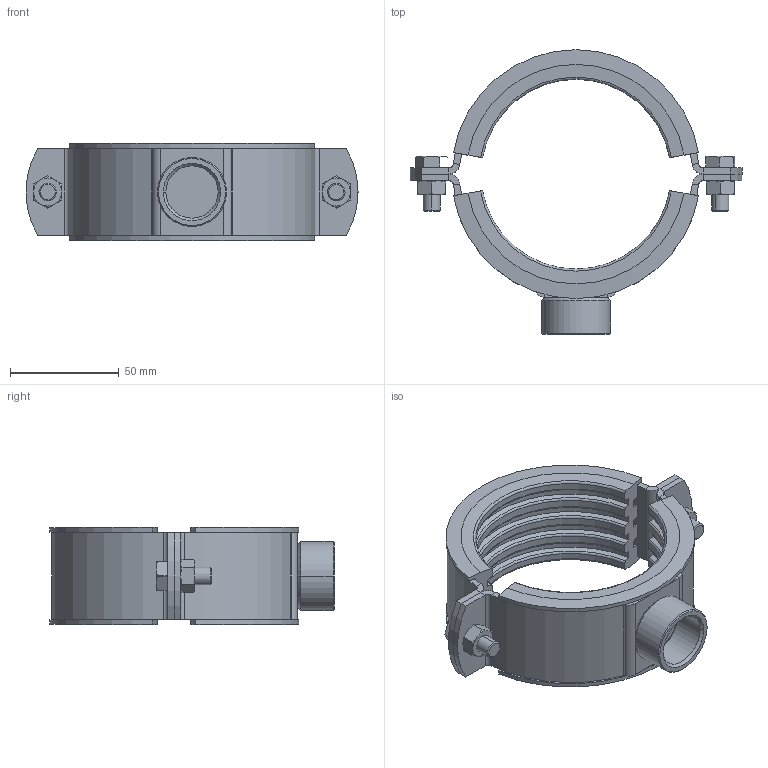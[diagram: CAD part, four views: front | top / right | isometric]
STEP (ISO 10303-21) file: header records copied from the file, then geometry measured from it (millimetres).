
FILE_DESCRIPTION (( 'STEP AP214' ), '1' );
FILE_NAME ('51.828K.STEP', '2024-03-25T13:35:47', ( '' ), ( '' ), 'SwSTEP 2.0', 'SolidWorks 2023', '' );
FILE_SCHEMA (( 'AUTOMOTIVE_DESIGN' ));
Length unit declared in the file: millimetre
Products named in the file (1): 51.828K
Bounding box: 153 x 131.1 x 45 mm (x, y, z)
Surface area: 70745.6 mm2 (no closed solid volume)
Topology: 0 solids, 13 shells, 223 faces, 639 edges, 412 vertices
Faces by surface type: cone 80, plane 67, cylinder 56, torus 20
Entity records: 7454 total; most frequent: CARTESIAN_POINT 1625, DIRECTION 1307, ORIENTED_EDGE 1093, EDGE_CURVE 639, AXIS2_PLACEMENT_3D 502, VERTEX_POINT 412, VECTOR 303, LINE 303
